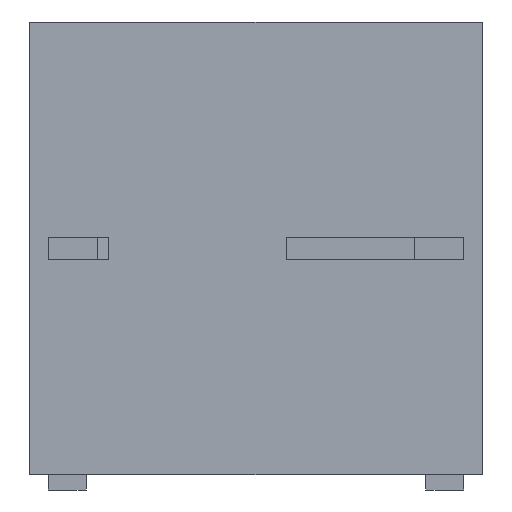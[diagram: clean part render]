
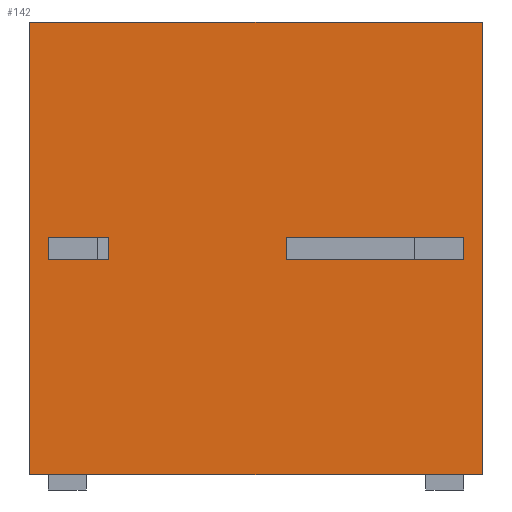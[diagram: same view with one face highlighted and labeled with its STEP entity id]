
A CAD part, front view. The second image highlights one B-rep face of the part: STEP entity #142.
In plain terms, the highlighted planar face has unit normal (0, -1, 0).
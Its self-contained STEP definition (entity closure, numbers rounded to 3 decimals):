
#142=ADVANCED_FACE('',(#293,#294,#295),#296,.F.);
#293=FACE_OUTER_BOUND('',#459,.T.);
#294=FACE_BOUND('',#460,.T.);
#295=FACE_BOUND('',#461,.T.);
#296=PLANE('',#462);
#459=EDGE_LOOP('',(#837,#838,#839,#840));
#460=EDGE_LOOP('',(#841,#842,#843,#844));
#461=EDGE_LOOP('',(#845,#846,#847,#848));
#462=AXIS2_PLACEMENT_3D('',#849,#850,#851);
#837=ORIENTED_EDGE('',*,*,#1136,.T.);
#838=ORIENTED_EDGE('',*,*,#1137,.F.);
#839=ORIENTED_EDGE('',*,*,#1138,.F.);
#840=ORIENTED_EDGE('',*,*,#1139,.F.);
#841=ORIENTED_EDGE('',*,*,#1075,.T.);
#842=ORIENTED_EDGE('',*,*,#1031,.T.);
#843=ORIENTED_EDGE('',*,*,#1108,.T.);
#844=ORIENTED_EDGE('',*,*,#1059,.T.);
#845=ORIENTED_EDGE('',*,*,#1026,.T.);
#846=ORIENTED_EDGE('',*,*,#1047,.T.);
#847=ORIENTED_EDGE('',*,*,#1078,.T.);
#848=ORIENTED_EDGE('',*,*,#1134,.T.);
#849=CARTESIAN_POINT('',(0.0,0.0,0.0));
#850=DIRECTION('',(0.0,1.0,0.0));
#851=DIRECTION('',(0.0,0.0,1.0));
#1026=EDGE_CURVE('',#1247,#1248,#1249,.T.);
#1031=EDGE_CURVE('',#1256,#1257,#1258,.T.);
#1047=EDGE_CURVE('',#1248,#1287,#1288,.T.);
#1059=EDGE_CURVE('',#1309,#1310,#1311,.T.);
#1075=EDGE_CURVE('',#1310,#1256,#1340,.T.);
#1078=EDGE_CURVE('',#1287,#1343,#1344,.T.);
#1108=EDGE_CURVE('',#1257,#1309,#1383,.T.);
#1134=EDGE_CURVE('',#1343,#1247,#1409,.T.);
#1136=EDGE_CURVE('',#1411,#1412,#1413,.T.);
#1137=EDGE_CURVE('',#1414,#1412,#1415,.T.);
#1138=EDGE_CURVE('',#1416,#1414,#1417,.T.);
#1139=EDGE_CURVE('',#1411,#1416,#1418,.T.);
#1247=VERTEX_POINT('',#1598);
#1248=VERTEX_POINT('',#1599);
#1249=LINE('',#1600,#1601);
#1256=VERTEX_POINT('',#1611);
#1257=VERTEX_POINT('',#1612);
#1258=LINE('',#1613,#1614);
#1287=VERTEX_POINT('',#1656);
#1288=LINE('',#1657,#1658);
#1309=VERTEX_POINT('',#1689);
#1310=VERTEX_POINT('',#1690);
#1311=LINE('',#1691,#1692);
#1340=LINE('',#1734,#1735);
#1343=VERTEX_POINT('',#1739);
#1344=LINE('',#1740,#1741);
#1383=LINE('',#1799,#1800);
#1409=LINE('',#1838,#1839);
#1411=VERTEX_POINT('',#1841);
#1412=VERTEX_POINT('',#1842);
#1413=LINE('',#1843,#1844);
#1414=VERTEX_POINT('',#1845);
#1415=LINE('',#1846,#1847);
#1416=VERTEX_POINT('',#1848);
#1417=LINE('',#1849,#1850);
#1418=LINE('',#1851,#1852);
#1598=CARTESIAN_POINT('',(-2.75,0.0,-0.15));
#1599=CARTESIAN_POINT('',(-2.75,0.0,0.15));
#1600=CARTESIAN_POINT('',(-2.75,0.0,-0.075));
#1601=VECTOR('',#1978,1.0);
#1611=CARTESIAN_POINT('',(2.25,0.0,0.15));
#1612=CARTESIAN_POINT('',(2.75,0.0,0.15));
#1613=CARTESIAN_POINT('',(-0.001,0.0,0.15));
#1614=VECTOR('',#1982,1.0);
#1656=CARTESIAN_POINT('',(-2.25,0.0,0.15));
#1657=CARTESIAN_POINT('',(-0.001,0.0,0.15));
#1658=VECTOR('',#1999,1.0);
#1689=CARTESIAN_POINT('',(2.75,0.0,-0.15));
#1690=CARTESIAN_POINT('',(2.25,0.0,-0.15));
#1691=CARTESIAN_POINT('',(-0.001,0.0,-0.15));
#1692=VECTOR('',#2010,1.0);
#1734=CARTESIAN_POINT('',(2.25,0.0,-0.075));
#1735=VECTOR('',#2027,1.0);
#1739=CARTESIAN_POINT('',(-2.25,0.0,-0.15));
#1740=CARTESIAN_POINT('',(-2.25,0.0,-0.075));
#1741=VECTOR('',#2029,1.0);
#1799=CARTESIAN_POINT('',(2.75,0.0,-0.075));
#1800=VECTOR('',#2049,1.0);
#1838=CARTESIAN_POINT('',(-0.001,0.0,-0.15));
#1839=VECTOR('',#2062,1.0);
#1841=CARTESIAN_POINT('',(-3.0,0.0,3.0));
#1842=CARTESIAN_POINT('',(-3.0,0.0,-3.0));
#1843=CARTESIAN_POINT('',(-3.0,0.0,0.0));
#1844=VECTOR('',#2063,1.0);
#1845=CARTESIAN_POINT('',(3.0,0.0,-3.0));
#1846=CARTESIAN_POINT('',(0.0,0.0,-3.0));
#1847=VECTOR('',#2064,1.0);
#1848=CARTESIAN_POINT('',(3.0,0.0,3.0));
#1849=CARTESIAN_POINT('',(3.0,0.0,0.0));
#1850=VECTOR('',#2065,1.0);
#1851=CARTESIAN_POINT('',(0.0,0.0,3.0));
#1852=VECTOR('',#2066,1.0);
#1978=DIRECTION('',(0.0,-0.0,1.0));
#1982=DIRECTION('',(1.0,0.0,0.0));
#1999=DIRECTION('',(1.0,0.0,0.0));
#2010=DIRECTION('',(-1.0,0.0,0.0));
#2027=DIRECTION('',(0.0,-0.0,1.0));
#2029=DIRECTION('',(0.0,0.0,-1.0));
#2049=DIRECTION('',(0.0,0.0,-1.0));
#2062=DIRECTION('',(-1.0,0.0,0.0));
#2063=DIRECTION('',(0.0,0.0,-1.0));
#2064=DIRECTION('',(-1.0,0.0,0.0));
#2065=DIRECTION('',(0.0,0.0,-1.0));
#2066=DIRECTION('',(1.0,0.0,0.0));
